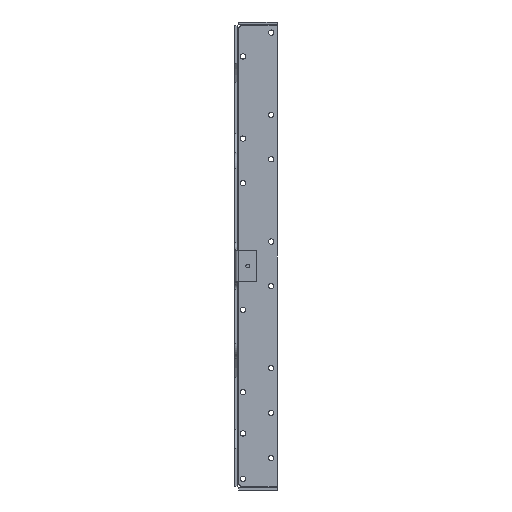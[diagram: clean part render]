
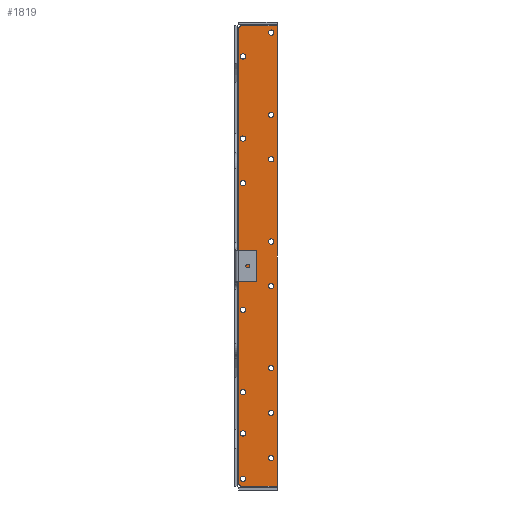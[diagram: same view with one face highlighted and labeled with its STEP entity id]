
A CAD part, front view. The second image highlights one B-rep face of the part: STEP entity #1819.
In plain terms, the highlighted planar face has unit normal (0, -1, 0).
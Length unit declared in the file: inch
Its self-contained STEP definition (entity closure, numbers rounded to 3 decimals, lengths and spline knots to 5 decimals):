
#71=FACE_BOUND('',#349,.T.);
#72=FACE_BOUND('',#350,.T.);
#73=FACE_BOUND('',#351,.T.);
#74=FACE_BOUND('',#352,.T.);
#75=FACE_BOUND('',#353,.T.);
#76=FACE_BOUND('',#354,.T.);
#77=FACE_BOUND('',#355,.T.);
#78=FACE_BOUND('',#356,.T.);
#79=FACE_BOUND('',#357,.T.);
#80=FACE_BOUND('',#358,.T.);
#81=FACE_BOUND('',#359,.T.);
#82=FACE_BOUND('',#360,.T.);
#83=FACE_BOUND('',#361,.T.);
#84=FACE_BOUND('',#362,.T.);
#85=FACE_BOUND('',#363,.T.);
#86=FACE_BOUND('',#364,.T.);
#118=PLANE('',#2028);
#211=FACE_OUTER_BOUND('',#348,.T.);
#348=EDGE_LOOP('',(#1648,#1649,#1650,#1651,#1652,#1653));
#349=EDGE_LOOP('',(#1654));
#350=EDGE_LOOP('',(#1655));
#351=EDGE_LOOP('',(#1656));
#352=EDGE_LOOP('',(#1657));
#353=EDGE_LOOP('',(#1658));
#354=EDGE_LOOP('',(#1659));
#355=EDGE_LOOP('',(#1660));
#356=EDGE_LOOP('',(#1661));
#357=EDGE_LOOP('',(#1662));
#358=EDGE_LOOP('',(#1663));
#359=EDGE_LOOP('',(#1664));
#360=EDGE_LOOP('',(#1665));
#361=EDGE_LOOP('',(#1666));
#362=EDGE_LOOP('',(#1667));
#363=EDGE_LOOP('',(#1668));
#364=EDGE_LOOP('',(#1669));
#437=LINE('',#2873,#576);
#465=LINE('',#2967,#604);
#481=LINE('',#3044,#620);
#500=LINE('',#3205,#639);
#576=VECTOR('',#2347,0.3937);
#604=VECTOR('',#2459,0.3937);
#620=VECTOR('',#2495,0.3937);
#639=VECTOR('',#2534,0.3937);
#706=CIRCLE('',#1927,0.09646);
#708=CIRCLE('',#1930,0.09646);
#710=CIRCLE('',#1933,0.09646);
#712=CIRCLE('',#1936,0.09646);
#714=CIRCLE('',#1939,0.09646);
#716=CIRCLE('',#1942,0.09646);
#718=CIRCLE('',#1945,0.09646);
#720=CIRCLE('',#1948,0.09646);
#726=CIRCLE('',#1973,0.09646);
#728=CIRCLE('',#1976,0.09646);
#730=CIRCLE('',#1979,0.09646);
#732=CIRCLE('',#1982,0.09646);
#734=CIRCLE('',#1985,0.09646);
#736=CIRCLE('',#1988,0.09646);
#738=CIRCLE('',#1991,0.09646);
#740=CIRCLE('',#1994,0.09646);
#746=CIRCLE('',#2023,0.16);
#748=CIRCLE('',#2027,0.16);
#840=VERTEX_POINT('',#2801);
#842=VERTEX_POINT('',#2807);
#844=VERTEX_POINT('',#2813);
#846=VERTEX_POINT('',#2819);
#848=VERTEX_POINT('',#2825);
#850=VERTEX_POINT('',#2831);
#852=VERTEX_POINT('',#2837);
#854=VERTEX_POINT('',#2843);
#856=VERTEX_POINT('',#2848);
#861=VERTEX_POINT('',#2860);
#868=VERTEX_POINT('',#2908);
#870=VERTEX_POINT('',#2914);
#872=VERTEX_POINT('',#2920);
#874=VERTEX_POINT('',#2926);
#876=VERTEX_POINT('',#2932);
#878=VERTEX_POINT('',#2938);
#880=VERTEX_POINT('',#2944);
#882=VERTEX_POINT('',#2950);
#884=VERTEX_POINT('',#2960);
#894=VERTEX_POINT('',#3036);
#895=VERTEX_POINT('',#3043);
#907=VERTEX_POINT('',#3185);
#1031=EDGE_CURVE('',#840,#840,#706,.T.);
#1034=EDGE_CURVE('',#842,#842,#708,.T.);
#1037=EDGE_CURVE('',#844,#844,#710,.T.);
#1040=EDGE_CURVE('',#846,#846,#712,.T.);
#1043=EDGE_CURVE('',#848,#848,#714,.T.);
#1046=EDGE_CURVE('',#850,#850,#716,.T.);
#1049=EDGE_CURVE('',#852,#852,#718,.T.);
#1052=EDGE_CURVE('',#854,#854,#720,.T.);
#1065=EDGE_CURVE('',#856,#861,#437,.T.);
#1084=EDGE_CURVE('',#868,#868,#726,.T.);
#1087=EDGE_CURVE('',#870,#870,#728,.T.);
#1090=EDGE_CURVE('',#872,#872,#730,.T.);
#1093=EDGE_CURVE('',#874,#874,#732,.T.);
#1096=EDGE_CURVE('',#876,#876,#734,.T.);
#1099=EDGE_CURVE('',#878,#878,#736,.T.);
#1102=EDGE_CURVE('',#880,#880,#738,.T.);
#1105=EDGE_CURVE('',#882,#882,#740,.T.);
#1110=EDGE_CURVE('',#856,#884,#465,.T.);
#1130=EDGE_CURVE('',#895,#894,#481,.T.);
#1156=EDGE_CURVE('',#907,#861,#500,.T.);
#1161=EDGE_CURVE('',#884,#895,#746,.T.);
#1163=EDGE_CURVE('',#894,#907,#748,.T.);
#1648=ORIENTED_EDGE('',*,*,#1110,.T.);
#1649=ORIENTED_EDGE('',*,*,#1161,.T.);
#1650=ORIENTED_EDGE('',*,*,#1130,.T.);
#1651=ORIENTED_EDGE('',*,*,#1163,.T.);
#1652=ORIENTED_EDGE('',*,*,#1156,.T.);
#1653=ORIENTED_EDGE('',*,*,#1065,.F.);
#1654=ORIENTED_EDGE('',*,*,#1031,.T.);
#1655=ORIENTED_EDGE('',*,*,#1034,.T.);
#1656=ORIENTED_EDGE('',*,*,#1037,.T.);
#1657=ORIENTED_EDGE('',*,*,#1040,.T.);
#1658=ORIENTED_EDGE('',*,*,#1043,.T.);
#1659=ORIENTED_EDGE('',*,*,#1046,.T.);
#1660=ORIENTED_EDGE('',*,*,#1049,.T.);
#1661=ORIENTED_EDGE('',*,*,#1052,.T.);
#1662=ORIENTED_EDGE('',*,*,#1084,.T.);
#1663=ORIENTED_EDGE('',*,*,#1087,.T.);
#1664=ORIENTED_EDGE('',*,*,#1090,.T.);
#1665=ORIENTED_EDGE('',*,*,#1093,.T.);
#1666=ORIENTED_EDGE('',*,*,#1096,.T.);
#1667=ORIENTED_EDGE('',*,*,#1099,.T.);
#1668=ORIENTED_EDGE('',*,*,#1102,.T.);
#1669=ORIENTED_EDGE('',*,*,#1105,.T.);
#1819=ADVANCED_FACE('',(#211,#71,#72,#73,#74,#75,#76,#77,#78,#79,#80,#81,
#82,#83,#84,#85,#86),#118,.F.);
#1927=AXIS2_PLACEMENT_3D('',#2803,#2274,#2275);
#1930=AXIS2_PLACEMENT_3D('',#2809,#2281,#2282);
#1933=AXIS2_PLACEMENT_3D('',#2815,#2288,#2289);
#1936=AXIS2_PLACEMENT_3D('',#2821,#2295,#2296);
#1939=AXIS2_PLACEMENT_3D('',#2827,#2302,#2303);
#1942=AXIS2_PLACEMENT_3D('',#2833,#2309,#2310);
#1945=AXIS2_PLACEMENT_3D('',#2839,#2316,#2317);
#1948=AXIS2_PLACEMENT_3D('',#2845,#2323,#2324);
#1973=AXIS2_PLACEMENT_3D('',#2910,#2399,#2400);
#1976=AXIS2_PLACEMENT_3D('',#2916,#2406,#2407);
#1979=AXIS2_PLACEMENT_3D('',#2922,#2413,#2414);
#1982=AXIS2_PLACEMENT_3D('',#2928,#2420,#2421);
#1985=AXIS2_PLACEMENT_3D('',#2934,#2427,#2428);
#1988=AXIS2_PLACEMENT_3D('',#2940,#2434,#2435);
#1991=AXIS2_PLACEMENT_3D('',#2946,#2441,#2442);
#1994=AXIS2_PLACEMENT_3D('',#2952,#2448,#2449);
#2023=AXIS2_PLACEMENT_3D('',#3215,#2548,#2549);
#2027=AXIS2_PLACEMENT_3D('',#3219,#2556,#2557);
#2028=AXIS2_PLACEMENT_3D('',#3220,#2558,#2559);
#2274=DIRECTION('center_axis',(0.,1.,0.));
#2275=DIRECTION('ref_axis',(0.,0.,1.));
#2281=DIRECTION('center_axis',(0.,1.,0.));
#2282=DIRECTION('ref_axis',(0.,0.,1.));
#2288=DIRECTION('center_axis',(0.,1.,0.));
#2289=DIRECTION('ref_axis',(0.,0.,1.));
#2295=DIRECTION('center_axis',(0.,1.,0.));
#2296=DIRECTION('ref_axis',(0.,0.,1.));
#2302=DIRECTION('center_axis',(0.,1.,0.));
#2303=DIRECTION('ref_axis',(0.,0.,1.));
#2309=DIRECTION('center_axis',(0.,1.,0.));
#2310=DIRECTION('ref_axis',(0.,0.,1.));
#2316=DIRECTION('center_axis',(0.,1.,0.));
#2317=DIRECTION('ref_axis',(0.,0.,1.));
#2323=DIRECTION('center_axis',(0.,1.,0.));
#2324=DIRECTION('ref_axis',(0.,0.,1.));
#2347=DIRECTION('',(0.,0.,-1.));
#2399=DIRECTION('center_axis',(0.,1.,0.));
#2400=DIRECTION('ref_axis',(0.,0.,1.));
#2406=DIRECTION('center_axis',(0.,1.,0.));
#2407=DIRECTION('ref_axis',(0.,0.,1.));
#2413=DIRECTION('center_axis',(0.,1.,0.));
#2414=DIRECTION('ref_axis',(0.,0.,1.));
#2420=DIRECTION('center_axis',(0.,1.,0.));
#2421=DIRECTION('ref_axis',(0.,0.,1.));
#2427=DIRECTION('center_axis',(0.,1.,0.));
#2428=DIRECTION('ref_axis',(0.,0.,1.));
#2434=DIRECTION('center_axis',(0.,1.,0.));
#2435=DIRECTION('ref_axis',(0.,0.,1.));
#2441=DIRECTION('center_axis',(0.,1.,0.));
#2442=DIRECTION('ref_axis',(0.,0.,1.));
#2448=DIRECTION('center_axis',(0.,1.,0.));
#2449=DIRECTION('ref_axis',(0.,0.,1.));
#2459=DIRECTION('',(-1.,0.,0.));
#2495=DIRECTION('',(0.,0.,-1.));
#2534=DIRECTION('',(1.,0.,0.));
#2548=DIRECTION('center_axis',(0.,1.,0.));
#2549=DIRECTION('ref_axis',(-1.,0.,0.));
#2556=DIRECTION('center_axis',(0.,1.,0.));
#2557=DIRECTION('ref_axis',(-1.,0.,0.));
#2558=DIRECTION('center_axis',(0.,1.,0.));
#2559=DIRECTION('ref_axis',(1.,0.,0.));
#2801=CARTESIAN_POINT('',(13.5,5.65217,-3.46222));
#2803=CARTESIAN_POINT('Origin',(13.5,5.65217,-3.36576));
#2807=CARTESIAN_POINT('',(13.5,5.65217,-8.06222));
#2809=CARTESIAN_POINT('Origin',(13.5,5.65217,-7.96576));
#2813=CARTESIAN_POINT('',(13.5,5.65217,-12.66222));
#2815=CARTESIAN_POINT('Origin',(13.5,5.65217,-12.56576));
#2819=CARTESIAN_POINT('',(13.5,5.65217,-15.92759));
#2821=CARTESIAN_POINT('Origin',(13.5,5.65217,-15.83113));
#2825=CARTESIAN_POINT('',(13.5,5.65217,-14.27859));
#2827=CARTESIAN_POINT('Origin',(13.5,5.65217,-14.18213));
#2831=CARTESIAN_POINT('',(13.5,5.65217,-9.67856));
#2833=CARTESIAN_POINT('Origin',(13.5,5.65217,-9.5821));
#2837=CARTESIAN_POINT('',(13.5,5.65217,-5.07766));
#2839=CARTESIAN_POINT('Origin',(13.5,5.65217,-4.9812));
#2843=CARTESIAN_POINT('',(13.5,5.65217,-0.47774));
#2845=CARTESIAN_POINT('Origin',(13.5,5.65217,-0.38129));
#2848=CARTESIAN_POINT('',(13.719,5.65217,-0.12576));
#2860=CARTESIAN_POINT('',(13.719,5.65217,-16.85576));
#2873=CARTESIAN_POINT('',(13.719,5.65217,0.00424));
#2908=CARTESIAN_POINT('',(12.479,5.65217,-4.32722));
#2910=CARTESIAN_POINT('Origin',(12.479,5.65217,-4.23076));
#2914=CARTESIAN_POINT('',(12.479,5.65217,-8.92995));
#2916=CARTESIAN_POINT('Origin',(12.479,5.65217,-8.83349));
#2920=CARTESIAN_POINT('',(12.479,5.65217,-16.67572));
#2922=CARTESIAN_POINT('Origin',(12.479,5.65217,-16.57927));
#2926=CARTESIAN_POINT('',(12.479,5.65217,-15.02714));
#2928=CARTESIAN_POINT('Origin',(12.479,5.65217,-14.93068));
#2932=CARTESIAN_POINT('',(12.479,5.65217,-13.52722));
#2934=CARTESIAN_POINT('Origin',(12.479,5.65217,-13.43076));
#2938=CARTESIAN_POINT('',(12.479,5.65217,-10.54222));
#2940=CARTESIAN_POINT('Origin',(12.479,5.65217,-10.44576));
#2944=CARTESIAN_POINT('',(12.479,5.65217,-5.94222));
#2946=CARTESIAN_POINT('Origin',(12.479,5.65217,-5.84576));
#2950=CARTESIAN_POINT('',(12.479,5.65217,-1.34222));
#2952=CARTESIAN_POINT('Origin',(12.479,5.65217,-1.24576));
#2960=CARTESIAN_POINT('',(12.3915,5.65217,-0.12576));
#2967=CARTESIAN_POINT('',(12.994,5.65217,-0.12576));
#3036=CARTESIAN_POINT('',(12.314,5.65217,-16.77826));
#3043=CARTESIAN_POINT('',(12.314,5.65217,-0.20326));
#3044=CARTESIAN_POINT('',(12.314,5.65217,-4.17432));
#3185=CARTESIAN_POINT('',(12.3915,5.65217,-16.85576));
#3205=CARTESIAN_POINT('',(12.519,5.65217,-16.85576));
#3215=CARTESIAN_POINT('Origin',(12.24646,5.65217,-0.05822));
#3219=CARTESIAN_POINT('Origin',(12.24646,5.65217,-16.92331));
#3220=CARTESIAN_POINT('Origin',(12.724,5.65217,-8.22288));
